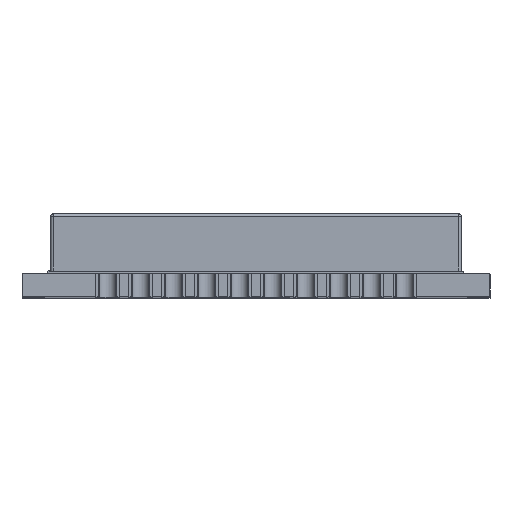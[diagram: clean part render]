
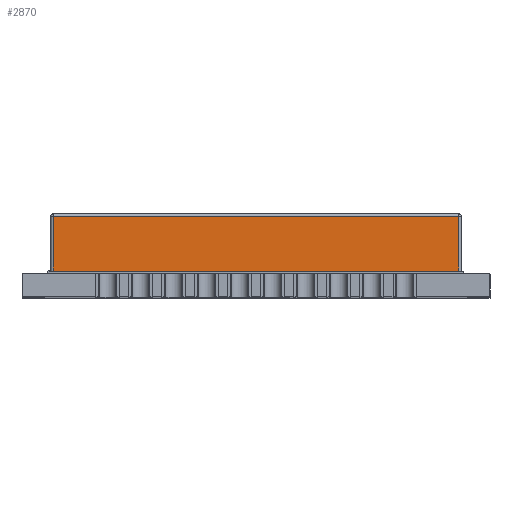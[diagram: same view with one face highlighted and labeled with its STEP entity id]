
A CAD part, top view. The second image highlights one B-rep face of the part: STEP entity #2870.
In plain terms, the highlighted planar face has unit normal (0, 0, 1).
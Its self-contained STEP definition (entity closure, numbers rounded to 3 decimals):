
#996 = EDGE_CURVE ( 'NONE', #16740, #7461, #15458, .T. ) ;
#1068 = FACE_OUTER_BOUND ( 'NONE', #5261, .T. ) ;
#1592 = CARTESIAN_POINT ( 'NONE',  ( -7.8, 1., 11.795 ) ) ;
#2747 = VERTEX_POINT ( 'NONE', #18543 ) ;
#2870 = ADVANCED_FACE ( 'NONE', ( #1068 ), #15035, .F. ) ;
#4058 = CARTESIAN_POINT ( 'NONE',  ( -7.9, 3.1, 11.795 ) ) ;
#5261 = EDGE_LOOP ( 'NONE', ( #7058, #8404, #10299, #9047 ) ) ;
#5635 = DIRECTION ( 'NONE',  ( 0., 0., -1. ) ) ;
#6523 = DIRECTION ( 'NONE',  ( 1., 0., 0. ) ) ;
#7058 = ORIENTED_EDGE ( 'NONE', *, *, #9749, .T. ) ;
#7069 = EDGE_CURVE ( 'NONE', #24748, #16740, #20382, .T. ) ;
#7461 = VERTEX_POINT ( 'NONE', #23053 ) ;
#8404 = ORIENTED_EDGE ( 'NONE', *, *, #10541, .T. ) ;
#9047 = ORIENTED_EDGE ( 'NONE', *, *, #996, .T. ) ;
#9749 = EDGE_CURVE ( 'NONE', #7461, #2747, #22328, .T. ) ;
#10299 = ORIENTED_EDGE ( 'NONE', *, *, #7069, .T. ) ;
#10321 = CARTESIAN_POINT ( 'NONE',  ( 7.8, 26.852, 11.795 ) ) ;
#10541 = EDGE_CURVE ( 'NONE', #2747, #24748, #15952, .T. ) ;
#11456 = AXIS2_PLACEMENT_3D ( 'NONE', #18814, #5635, #14951 ) ;
#12080 = CARTESIAN_POINT ( 'NONE',  ( 7.9, 1., 11.795 ) ) ;
#13336 = VECTOR ( 'NONE', #17416, 1000. ) ;
#14432 = DIRECTION ( 'NONE',  ( 0., -1., 0. ) ) ;
#14690 = CARTESIAN_POINT ( 'NONE',  ( -7.8, 26.852, 11.795 ) ) ;
#14874 = VECTOR ( 'NONE', #16071, 1000. ) ;
#14951 = DIRECTION ( 'NONE',  ( -1., 0., 0. ) ) ;
#15035 = PLANE ( 'NONE',  #11456 ) ;
#15271 = VECTOR ( 'NONE', #6523, 1000. ) ;
#15458 = LINE ( 'NONE', #10321, #14874 ) ;
#15952 = LINE ( 'NONE', #14690, #23193 ) ;
#16071 = DIRECTION ( 'NONE',  ( 0., 1., 0. ) ) ;
#16740 = VERTEX_POINT ( 'NONE', #18997 ) ;
#17416 = DIRECTION ( 'NONE',  ( -1., 0., 0. ) ) ;
#18543 = CARTESIAN_POINT ( 'NONE',  ( -7.8, 3.1, 11.795 ) ) ;
#18814 = CARTESIAN_POINT ( 'NONE',  ( 7.9, 26.852, 11.795 ) ) ;
#18997 = CARTESIAN_POINT ( 'NONE',  ( 7.8, 1., 11.795 ) ) ;
#20382 = LINE ( 'NONE', #12080, #15271 ) ;
#22328 = LINE ( 'NONE', #4058, #13336 ) ;
#23053 = CARTESIAN_POINT ( 'NONE',  ( 7.8, 3.1, 11.795 ) ) ;
#23193 = VECTOR ( 'NONE', #14432, 1000. ) ;
#24748 = VERTEX_POINT ( 'NONE', #1592 ) ;
